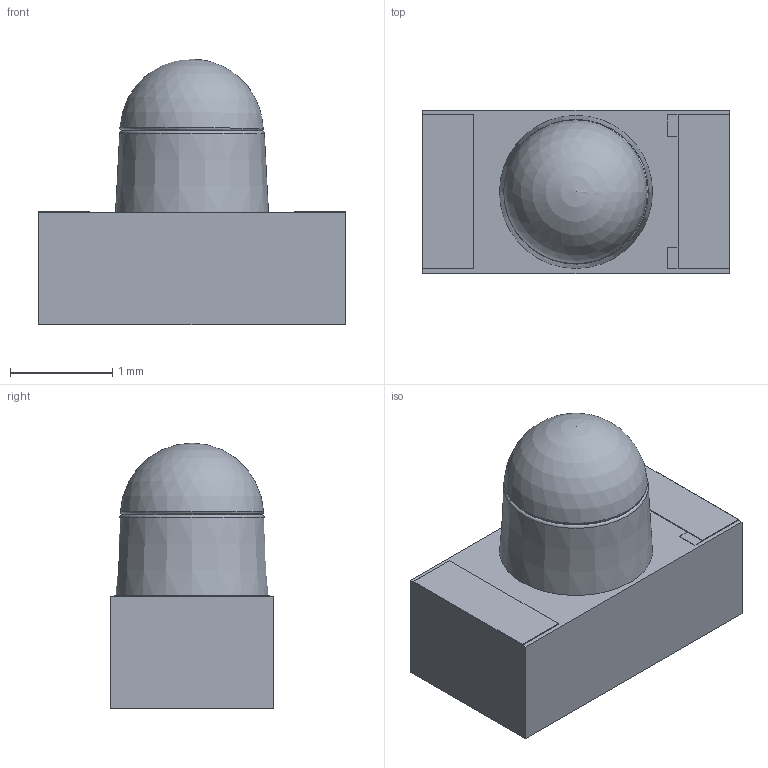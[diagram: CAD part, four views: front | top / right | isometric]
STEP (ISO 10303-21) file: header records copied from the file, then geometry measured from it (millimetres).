
FILE_DESCRIPTION( ( '' ), ' ' );
FILE_NAME( '58dd0bb4bfd93c0f6d624eba.step', '2017-03-30T13:44:21', ( '' ), ( '' ), ' ', ' ', ' ' );
FILE_SCHEMA( ( 'AUTOMOTIVE_DESIGN { 1 0 10303 214 1 1 1 1 }' ) );
Length unit declared in the file: metre
Products named in the file (7): Assem1; Part 1; Part 2; Part 3; Part 4; Part 5; Part 6
Assembly tree (6 placements, depth 2):
  Assem1
    Part 1
    Part 2
    Part 3
    Part 4
    Part 5
    Part 6
Bounding box: 3 x 1.6 x 2.6 mm (x, y, z)
Volume: 7.3 mm3; surface area: 30.9 mm2
Topology: 6 solids, 6 shells, 36 faces, 75 edges, 50 vertices
Faces by surface type: plane 31, cone 2, torus 2, sphere 1
Entity records: 1292 total; most frequent: CARTESIAN_POINT 156, DIRECTION 156, ORIENTED_EDGE 130, EDGE_CURVE 65, LINE 60, VECTOR 60, AXIS2_PLACEMENT_3D 48, VERTEX_POINT 48
